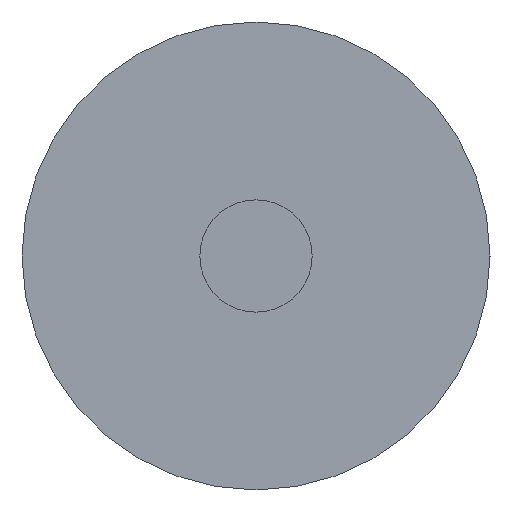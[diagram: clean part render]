
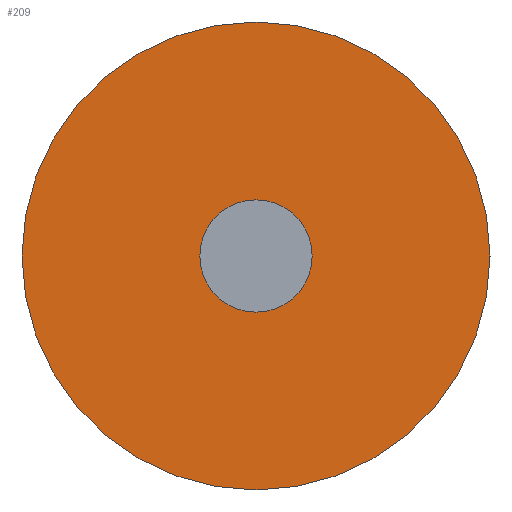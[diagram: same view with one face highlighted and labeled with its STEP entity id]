
A CAD part, left-side view. The second image highlights one B-rep face of the part: STEP entity #209.
In plain terms, the highlighted planar face has unit normal (-1, 0, 0).
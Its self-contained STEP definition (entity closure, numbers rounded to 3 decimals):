
#48=CARTESIAN_POINT('',(-77.5,0.,0.));
#49=DIRECTION('',(1.,0.,0.));
#50=DIRECTION('',(0.,1.,0.));
#51=AXIS2_PLACEMENT_3D('',#48,#49,#50);
#53=CARTESIAN_POINT('',(-77.5,0.,0.));
#54=DIRECTION('',(-1.,0.,0.));
#55=DIRECTION('',(0.,1.,0.));
#56=AXIS2_PLACEMENT_3D('',#53,#54,#55);
#66=CARTESIAN_POINT('',(-77.5,0.,0.));
#67=DIRECTION('',(-1.,0.,0.));
#68=DIRECTION('',(0.,1.,0.));
#69=AXIS2_PLACEMENT_3D('',#66,#67,#68);
#71=CARTESIAN_POINT('',(-77.5,0.,0.));
#72=DIRECTION('',(1.,0.,0.));
#73=DIRECTION('',(0.,1.,0.));
#74=AXIS2_PLACEMENT_3D('',#71,#72,#73);
#91=CARTESIAN_POINT('',(-77.5,12.5,0.));
#93=VERTEX_POINT('',#91);
#94=CARTESIAN_POINT('',(-77.5,3.,0.));
#96=VERTEX_POINT('',#94);
#103=CARTESIAN_POINT('',(-77.5,-12.5,0.));
#105=VERTEX_POINT('',#103);
#106=CARTESIAN_POINT('',(-77.5,-3.,0.));
#108=VERTEX_POINT('',#106);
#194=CARTESIAN_POINT('',(-77.5,0.,0.));
#195=DIRECTION('',(1.,0.,0.));
#196=DIRECTION('',(0.,-1.,0.));
#197=AXIS2_PLACEMENT_3D('',#194,#195,#196);
#198=PLANE('',#197);
#199=ORIENTED_EDGE('',*,*,#189,.T.);
#200=ORIENTED_EDGE('',*,*,#173,.F.);
#201=EDGE_LOOP('',(#199,#200));
#202=FACE_OUTER_BOUND('',#201,.F.);
#204=ORIENTED_EDGE('',*,*,#203,.T.);
#206=ORIENTED_EDGE('',*,*,#205,.F.);
#207=EDGE_LOOP('',(#204,#206));
#208=FACE_BOUND('',#207,.F.);
#209=ADVANCED_FACE('',(#202,#208),#198,.F.);
#52=CIRCLE('',#51,12.5);
#57=CIRCLE('',#56,12.5);
#70=CIRCLE('',#69,3.);
#75=CIRCLE('',#74,3.);
#173=EDGE_CURVE('',#93,#105,#57,.T.);
#189=EDGE_CURVE('',#93,#105,#52,.T.);
#203=EDGE_CURVE('',#96,#108,#70,.T.);
#205=EDGE_CURVE('',#96,#108,#75,.T.);
